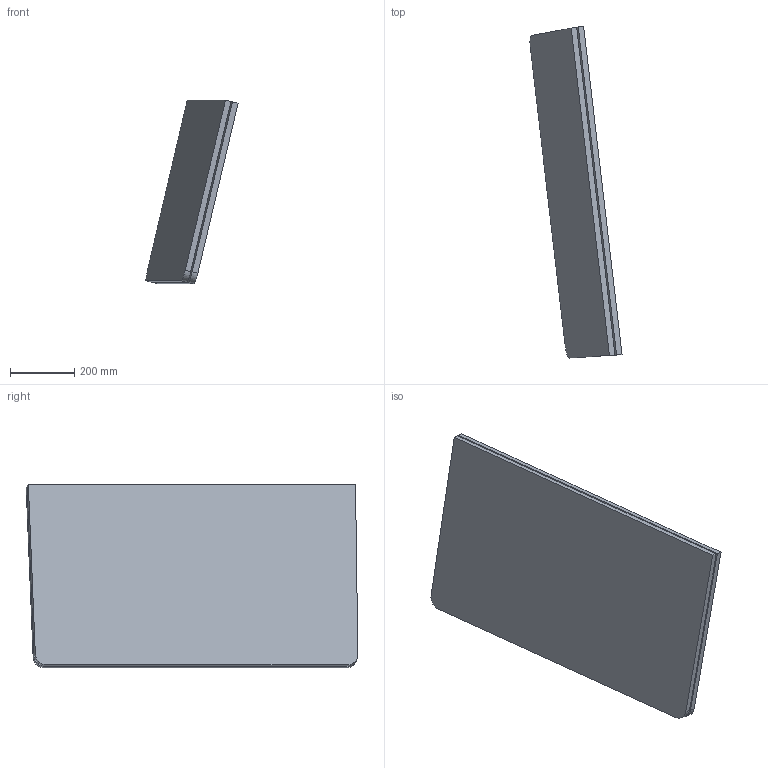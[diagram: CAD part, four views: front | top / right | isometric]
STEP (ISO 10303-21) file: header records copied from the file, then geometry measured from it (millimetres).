
FILE_DESCRIPTION(('FreeCAD Model'),'2;1');
FILE_NAME('detailed_HCLL/step/slice_lithium_lead_sample_envelope_2.step' ,'2018-05-01T08:42:12',('FreeCAD'),('FreeCAD'), 'Open CASCADE STEP processor 7.2','FreeCAD','Unknown');
FILE_SCHEMA(('AUTOMOTIVE_DESIGN_CC2 { 1 2 10303 214 -1 1 5 4 }'));
Length unit declared in the file: millimetre
Products named in the file (3): Open CASCADE STEP translator 7.2 23; Open CASCADE STEP translator 7.2 23.1; Open CASCADE STEP translator 7.2 23.2
Assembly tree (2 placements, depth 2):
  Open CASCADE STEP translator 7.2 23
    Open CASCADE STEP translator 7.2 23.1
    Open CASCADE STEP translator 7.2 23.2
Bounding box: 287.32 x 1034.84 x 573.33 mm (x, y, z)
Volume: 20955131.3 mm3; surface area: 2480264.4 mm2
Topology: 2 solids, 2 shells, 16 faces, 36 edges, 24 vertices
Faces by surface type: plane 12, cylinder 4
Entity records: 968 total; most frequent: CARTESIAN_POINT 255, DIRECTION 106, ORIENTED_EDGE 72, PCURVE 72, DEFINITIONAL_REPRESENTATION 72, B_SPLINE_CURVE_WITH_KNOTS 48, LINE 44, VECTOR 44
